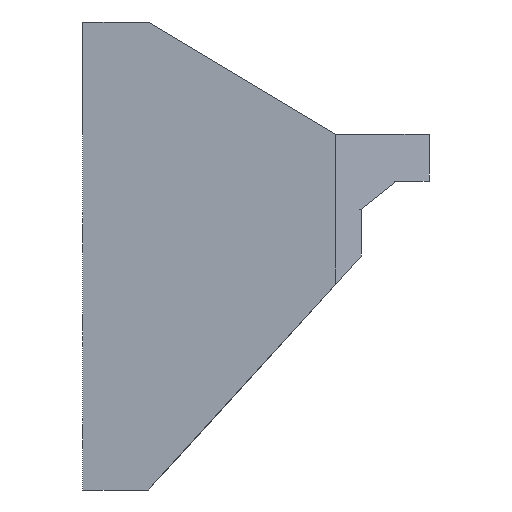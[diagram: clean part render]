
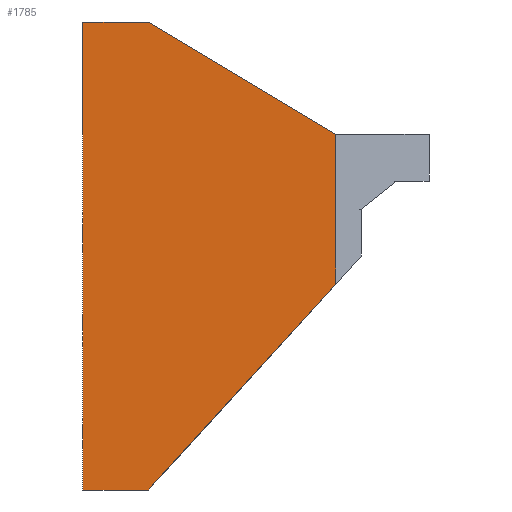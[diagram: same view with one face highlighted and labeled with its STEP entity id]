
A CAD part, left-side view. The second image highlights one B-rep face of the part: STEP entity #1785.
In plain terms, the highlighted planar face has unit normal (-1, 0, 0).
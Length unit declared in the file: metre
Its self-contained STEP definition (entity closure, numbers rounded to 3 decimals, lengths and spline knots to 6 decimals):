
#41=LINE('',#2513,#273);
#78=LINE('',#2598,#310);
#79=LINE('',#2600,#311);
#80=LINE('',#2601,#312);
#81=LINE('',#2603,#313);
#82=LINE('',#2605,#314);
#273=VECTOR('',#2038,1.);
#310=VECTOR('',#2091,1.);
#311=VECTOR('',#2092,1.);
#312=VECTOR('',#2093,1.);
#313=VECTOR('',#2094,1.);
#314=VECTOR('',#2095,1.);
#556=ORIENTED_EDGE('',*,*,#1060,.T.);
#557=ORIENTED_EDGE('',*,*,#1061,.T.);
#558=ORIENTED_EDGE('',*,*,#1018,.T.);
#559=ORIENTED_EDGE('',*,*,#1062,.T.);
#560=ORIENTED_EDGE('',*,*,#1063,.F.);
#561=ORIENTED_EDGE('',*,*,#1064,.T.);
#1018=EDGE_CURVE('',#1270,#1271,#41,.T.);
#1060=EDGE_CURVE('',#1310,#1254,#78,.T.);
#1061=EDGE_CURVE('',#1254,#1270,#79,.T.);
#1062=EDGE_CURVE('',#1271,#1311,#80,.T.);
#1063=EDGE_CURVE('',#1312,#1311,#81,.T.);
#1064=EDGE_CURVE('',#1312,#1310,#82,.T.);
#1254=VERTEX_POINT('',#2476);
#1270=VERTEX_POINT('',#2514);
#1271=VERTEX_POINT('',#2515);
#1310=VERTEX_POINT('',#2599);
#1311=VERTEX_POINT('',#2602);
#1312=VERTEX_POINT('',#2604);
#1461=EDGE_LOOP('',(#556,#557,#558,#559,#560,#561));
#1587=FACE_BOUND('',#1461,.T.);
#1703=PLANE('',#1901);
#1785=ADVANCED_FACE('',(#1587),#1703,.F.);
#1901=AXIS2_PLACEMENT_3D('',#2597,#2089,#2090);
#2038=DIRECTION('',(0.,1.,0.));
#2089=DIRECTION('',(1.,0.,0.));
#2090=DIRECTION('',(0.,1.,0.));
#2091=DIRECTION('',(0.,0.,1.));
#2092=DIRECTION('',(0.,0.857,0.514));
#2093=DIRECTION('',(0.,0.,-1.));
#2094=DIRECTION('',(0.,1.,0.));
#2095=DIRECTION('',(0.,-0.673,0.74));
#2476=CARTESIAN_POINT('',(-0.071914,-0.027,0.109737));
#2513=CARTESIAN_POINT('',(-0.071914,-0.007,0.121737));
#2514=CARTESIAN_POINT('',(-0.071914,-0.007,0.121737));
#2515=CARTESIAN_POINT('',(-0.071914,0.,0.121737));
#2597=CARTESIAN_POINT('',(-0.071914,-0.007,0.121737));
#2598=CARTESIAN_POINT('',(-0.071914,-0.027,0.089737));
#2599=CARTESIAN_POINT('',(-0.071914,-0.027,0.093737));
#2600=CARTESIAN_POINT('',(-0.071914,-0.027,0.109737));
#2601=CARTESIAN_POINT('',(-0.071914,0.,0.121737));
#2602=CARTESIAN_POINT('',(-0.071914,0.,0.071737));
#2603=CARTESIAN_POINT('',(-0.071914,-0.007,0.071737));
#2604=CARTESIAN_POINT('',(-0.071914,-0.007,0.071737));
#2605=CARTESIAN_POINT('',(-0.071914,-0.037,0.104737));
